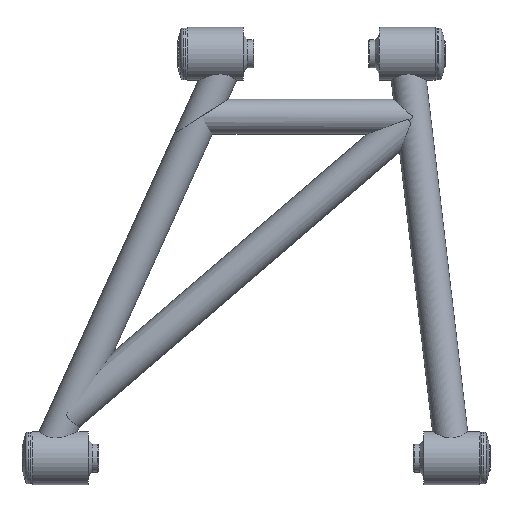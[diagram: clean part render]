
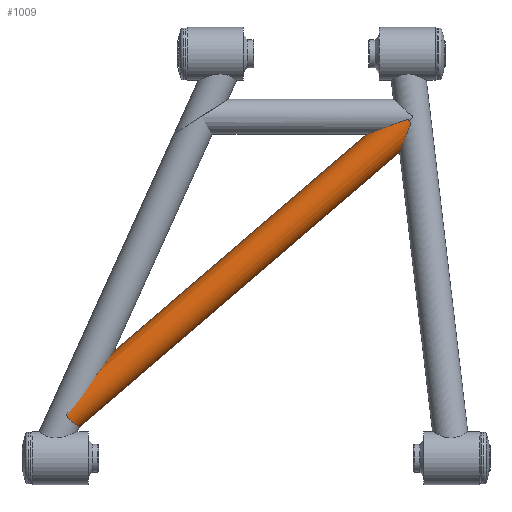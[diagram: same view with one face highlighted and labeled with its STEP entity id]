
A CAD part, left-side view. The second image highlights one B-rep face of the part: STEP entity #1009.
In plain terms, the highlighted cylindrical face has radius 12.5 mm (diameter 25 mm), a full revolution.
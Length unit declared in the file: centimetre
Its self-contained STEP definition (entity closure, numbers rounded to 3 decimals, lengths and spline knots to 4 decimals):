
#76=ELLIPSE('',#1123,5.7823,1.25);
#78=ELLIPSE('',#1125,1.2803,1.25);
#79=ELLIPSE('',#1128,3.599,1.25);
#80=ELLIPSE('',#1130,2.6598,1.25);
#219=CYLINDRICAL_SURFACE('',#1126,1.25);
#270=FACE_BOUND('',#437,.T.);
#334=FACE_OUTER_BOUND('',#436,.T.);
#436=EDGE_LOOP('',(#874,#875,#876,#877));
#437=EDGE_LOOP('',(#878,#879,#880,#881));
#529=CIRCLE('',#1121,1.25);
#530=CIRCLE('',#1127,1.25);
#531=CIRCLE('',#1129,1.25);
#532=CIRCLE('',#1131,1.25);
#622=VERTEX_POINT('',#3269);
#623=VERTEX_POINT('',#3270);
#624=VERTEX_POINT('',#3274);
#625=VERTEX_POINT('',#3276);
#627=VERTEX_POINT('',#3344);
#628=VERTEX_POINT('',#3345);
#629=VERTEX_POINT('',#3347);
#630=VERTEX_POINT('',#3349);
#733=EDGE_CURVE('',#623,#622,#529,.T.);
#734=EDGE_CURVE('',#623,#624,#76,.T.);
#736=EDGE_CURVE('',#625,#622,#78,.T.);
#738=EDGE_CURVE('',#625,#624,#530,.T.);
#739=EDGE_CURVE('',#627,#628,#79,.T.);
#740=EDGE_CURVE('',#627,#629,#531,.T.);
#741=EDGE_CURVE('',#630,#629,#80,.T.);
#742=EDGE_CURVE('',#630,#628,#532,.T.);
#874=ORIENTED_EDGE('',*,*,#734,.F.);
#875=ORIENTED_EDGE('',*,*,#733,.T.);
#876=ORIENTED_EDGE('',*,*,#736,.F.);
#877=ORIENTED_EDGE('',*,*,#738,.T.);
#878=ORIENTED_EDGE('',*,*,#739,.F.);
#879=ORIENTED_EDGE('',*,*,#740,.T.);
#880=ORIENTED_EDGE('',*,*,#741,.F.);
#881=ORIENTED_EDGE('',*,*,#742,.T.);
#1009=ADVANCED_FACE('',(#334,#270),#219,.T.);
#1121=AXIS2_PLACEMENT_3D('',#3272,#1357,#1358);
#1123=AXIS2_PLACEMENT_3D('',#3275,#1361,#1362);
#1125=AXIS2_PLACEMENT_3D('',#3278,#1365,#1366);
#1126=AXIS2_PLACEMENT_3D('',#3342,#1367,#1368);
#1127=AXIS2_PLACEMENT_3D('',#3343,#1369,#1370);
#1128=AXIS2_PLACEMENT_3D('',#3346,#1371,#1372);
#1129=AXIS2_PLACEMENT_3D('',#3348,#1373,#1374);
#1130=AXIS2_PLACEMENT_3D('',#3350,#1375,#1376);
#1131=AXIS2_PLACEMENT_3D('',#3351,#1377,#1378);
#1357=DIRECTION('center_axis',(0.,-0.759,0.651));
#1358=DIRECTION('ref_axis',(-1.,0.014,0.016));
#1361=DIRECTION('center_axis',(0.,0.8,0.6));
#1362=DIRECTION('ref_axis',(0.,-0.6,0.8));
#1365=DIRECTION('center_axis',(0.,0.6,-0.8));
#1366=DIRECTION('ref_axis',(0.,-0.8,-0.6));
#1367=DIRECTION('center_axis',(0.,-0.759,0.651));
#1368=DIRECTION('ref_axis',(0.,-0.651,-0.759));
#1369=DIRECTION('center_axis',(0.,-0.759,0.651));
#1370=DIRECTION('ref_axis',(0.903,-0.28,-0.327));
#1371=DIRECTION('center_axis',(0.,0.347,0.938));
#1372=DIRECTION('ref_axis',(0.,-0.938,0.347));
#1373=DIRECTION('center_axis',(0.,0.759,-0.651));
#1374=DIRECTION('ref_axis',(0.991,0.089,0.103));
#1375=DIRECTION('center_axis',(0.,-0.932,-0.364));
#1376=DIRECTION('ref_axis',(0.,0.364,-0.932));
#1377=DIRECTION('center_axis',(0.,0.759,-0.651));
#1378=DIRECTION('ref_axis',(-0.987,-0.104,-0.122));
#3269=CARTESIAN_POINT('',(-1.1283,27.2067,2.6529));
#3270=CARTESIAN_POINT('',(-1.2497,27.5744,3.0812));
#3272=CARTESIAN_POINT('Origin',(0.,27.5572,3.0612));
#3274=CARTESIAN_POINT('',(1.2497,27.5744,3.0812));
#3275=CARTESIAN_POINT('Origin',(0.,27.6476,2.9836));
#3276=CARTESIAN_POINT('',(1.1283,27.2067,2.6529));
#3278=CARTESIAN_POINT('Origin',(0.,27.6476,2.9836));
#3342=CARTESIAN_POINT('Origin',(0.,27.5572,3.0612));
#3343=CARTESIAN_POINT('Origin',(0.,27.5572,3.0612));
#3344=CARTESIAN_POINT('',(1.2384,3.1605,24.2301));
#3345=CARTESIAN_POINT('',(-1.2384,3.1605,24.2301));
#3346=CARTESIAN_POINT('Origin',(0.,2.7017,24.4));
#3347=CARTESIAN_POINT('',(1.2338,2.9193,23.9491));
#3348=CARTESIAN_POINT('Origin',(0.,3.0498,24.1012));
#3349=CARTESIAN_POINT('',(-1.2338,2.9193,23.9491));
#3350=CARTESIAN_POINT('Origin',(0.,2.7643,24.3463));
#3351=CARTESIAN_POINT('Origin',(0.,3.0498,24.1012));
